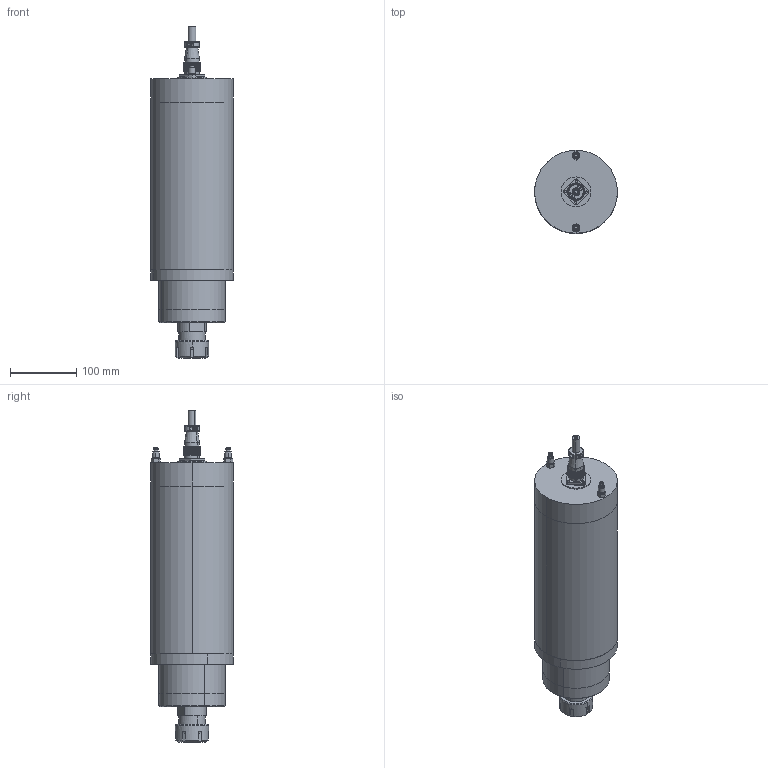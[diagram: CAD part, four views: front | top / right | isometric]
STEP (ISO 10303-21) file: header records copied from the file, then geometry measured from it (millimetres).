
FILE_DESCRIPTION (( 'STEP AP214' ), '1' );
FILE_NAME ('GDK125-9Z-5.5-6P(×ê).STEP', '2024-07-30T04:58:11', ( '00' ), ( '' ), 'SwSTEP 2.0', 'SolidWorks 2018', '' );
FILE_SCHEMA (( 'AUTOMOTIVE_DESIGN' ));
Length unit declared in the file: millimetre
Products named in the file (12): WS20瑤脣芛; GDK125-9-15Z-5.5-11-6P粣創釱; WS20瑤脣釱; GDK125-12-24Z-4.0-8.0堤盄釱; GDK125-9-15Z-5.5-11-6P粣芛; GDK125-9-15Z-5.5-11-6P儂褲; WS20瑤脣; ER32-12 粟俶芠標; GDK125-9Z-5.5-6P(郰); ER32樓綠蹟簽; 阨郲30.5ㄗM8ㄘ_1; GBT823_M3℅10
Assembly tree (13 placements, depth 3):
  GDK125-9Z-5.5-6P(郰)
    GDK125-9-15Z-5.5-11-6P儂褲
    GDK125-12-24Z-4.0-8.0堤盄釱
    GDK125-9-15Z-5.5-11-6P粣創釱
    GDK125-9-15Z-5.5-11-6P粣芛
    ER32-12 粟俶芠標
    ER32樓綠蹟簽
    阨郲30.5ㄗM8ㄘ_1  x2
    WS20瑤脣
      WS20瑤脣釱
      WS20瑤脣芛
      GBT823_M3℅10  x2
Bounding box: 125 x 125 x 500.8 mm (x, y, z)
Volume: 4322920.3 mm3; surface area: 262719.5 mm2
Topology: 17 solids, 17 shells, 3216 faces, 7969 edges, 5255 vertices
Faces by surface type: plane 1328, cone 1035, cylinder 811, torus 21, sphere 12, bspline 9
Entity records: 101522 total; most frequent: CARTESIAN_POINT 24791, ORIENTED_EDGE 15650, DIRECTION 14651, EDGE_CURVE 7825, AXIS2_PLACEMENT_3D 5937, VERTEX_POINT 5185, EDGE_LOOP 3696, FACE_OUTER_BOUND 3163
